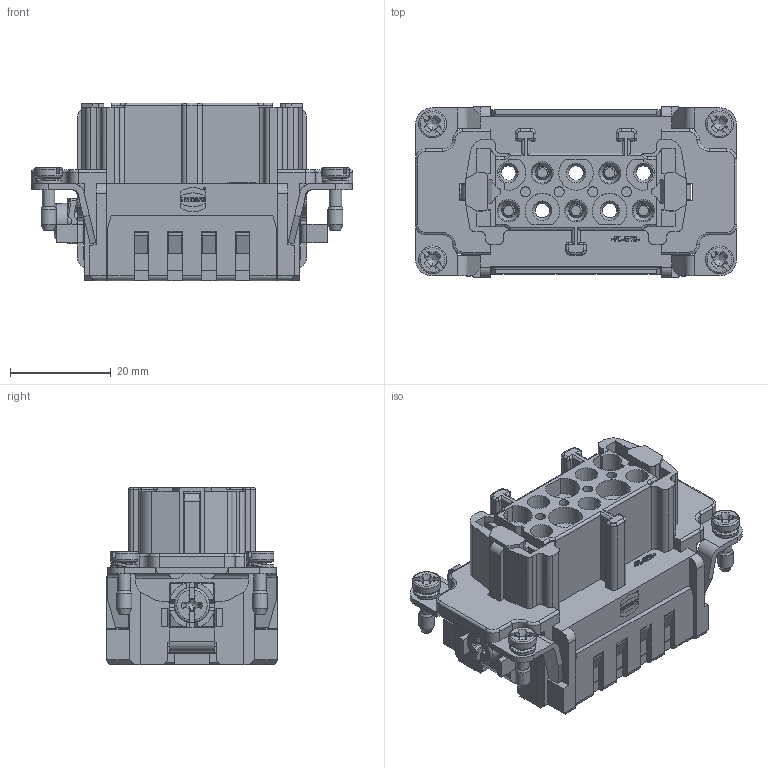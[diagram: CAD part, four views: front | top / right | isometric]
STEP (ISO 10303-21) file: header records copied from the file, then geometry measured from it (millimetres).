
FILE_DESCRIPTION(/* description */ (''),/* implementation_level */ '2;1');
FILE_NAME(/* name */ '100527341ugm000_b.stp',/* time_stamp */ '2017-04-27T09:14:18+02:00',/* author */ (''),/* organization */ (''),/* preprocessor_version */ 'ST-DEVELOPER v16',/* originating_system */ 'SIEMENS PLM Software NX 10.0',/* authorisation */ '');
FILE_SCHEMA (('AUTOMOTIVE_DESIGN { 1 0 10303 214 3 1 1 1 }'));
Products named in the file (1): 100527341ugm000_b
Bounding box: 63.85 x 33.9 x 35.25 mm (x, y, z)
Volume: 33745.1 mm3; surface area: 27850.4 mm2
Topology: 4 solids, 4 shells, 1798 faces, 6351 edges, 5878 vertices
Faces by surface type: plane 1139, cylinder 375, bspline 132, cone 90, torus 28, extrusion 28, sphere 6
Full cylindrical faces by diameter (mm): 2 x4, 2.13 x2, 2.285 x2, 2.5 x8, 2.6 x5, 2.85 x10, 3 x9, 3.242 x2, 3.5 x1, 3.7 x1, 4 x1, 4.5 x12, 4.85 x10, 5.5 x4, 7 x1
Entity records: 76869 total; most frequent: CARTESIAN_POINT 19228, ORIENTED_EDGE 9688, DIRECTION 9302, EDGE_CURVE 4844, VECTOR 3656, LINE 3628, VERTEX_POINT 3252, AXIS2_PLACEMENT_3D 2823
